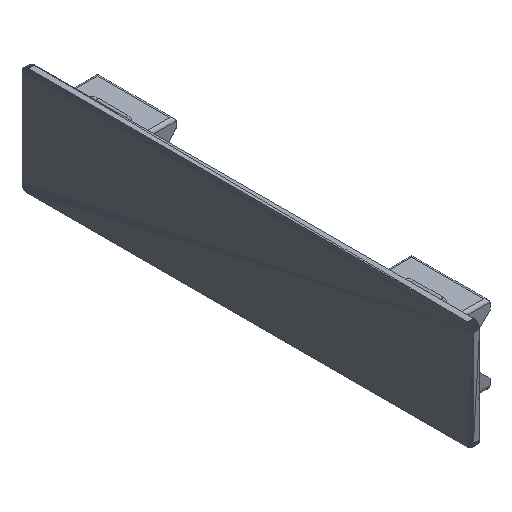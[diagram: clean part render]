
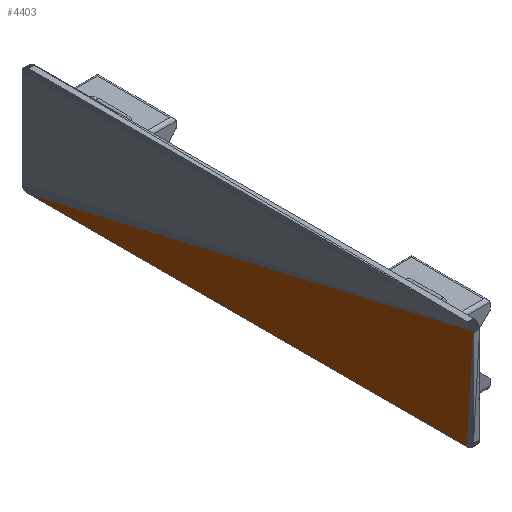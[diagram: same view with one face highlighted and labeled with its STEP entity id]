
A CAD part, isometric view. The second image highlights one B-rep face of the part: STEP entity #4403.
In plain terms, the highlighted planar face has unit normal (-1, 0, 0).
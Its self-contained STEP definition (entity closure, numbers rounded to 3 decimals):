
#3492 = VERTEX_POINT('',#3493);
#3493 = CARTESIAN_POINT('',(2.45,2.485,36.163
    ));
#4385 = EDGE_CURVE('',#3492,#4386,#4388,.T.);
#4386 = VERTEX_POINT('',#4387);
#4387 = CARTESIAN_POINT('',(2.45,4.45,2.688
    ));
#4388 = LINE('',#4389,#4390);
#4389 = CARTESIAN_POINT('',(2.45,2.485,36.163
    ));
#4390 = VECTOR('',#4391,1.);
#4391 = DIRECTION('',(0.,0.059,-0.998));
#4403 = ADVANCED_FACE('',(#4404),#4421,.T.);
#4404 = FACE_BOUND('',#4405,.T.);
#4405 = EDGE_LOOP('',(#4406,#4407,#4415));
#4406 = ORIENTED_EDGE('',*,*,#4385,.F.);
#4407 = ORIENTED_EDGE('',*,*,#4408,.T.);
#4408 = EDGE_CURVE('',#3492,#4409,#4411,.T.);
#4409 = VERTEX_POINT('',#4410);
#4410 = CARTESIAN_POINT('',(2.45,146.55,
    2.688));
#4411 = LINE('',#4412,#4413);
#4412 = CARTESIAN_POINT('',(2.45,2.485,36.163
    ));
#4413 = VECTOR('',#4414,1.);
#4414 = DIRECTION('',(0.,0.974,-0.226));
#4415 = ORIENTED_EDGE('',*,*,#4416,.T.);
#4416 = EDGE_CURVE('',#4409,#4386,#4417,.T.);
#4417 = LINE('',#4418,#4419);
#4418 = CARTESIAN_POINT('',(2.45,146.55,
    2.688));
#4419 = VECTOR('',#4420,1.);
#4420 = DIRECTION('',(0.,-1.,0.));
#4421 = PLANE('',#4422);
#4422 = AXIS2_PLACEMENT_3D('',#4423,#4424,#4425);
#4423 = CARTESIAN_POINT('',(2.45,67.585,
    12.074));
#4424 = DIRECTION('',(-1.,-0.,-0.));
#4425 = DIRECTION('',(0.,0.,-1.));
